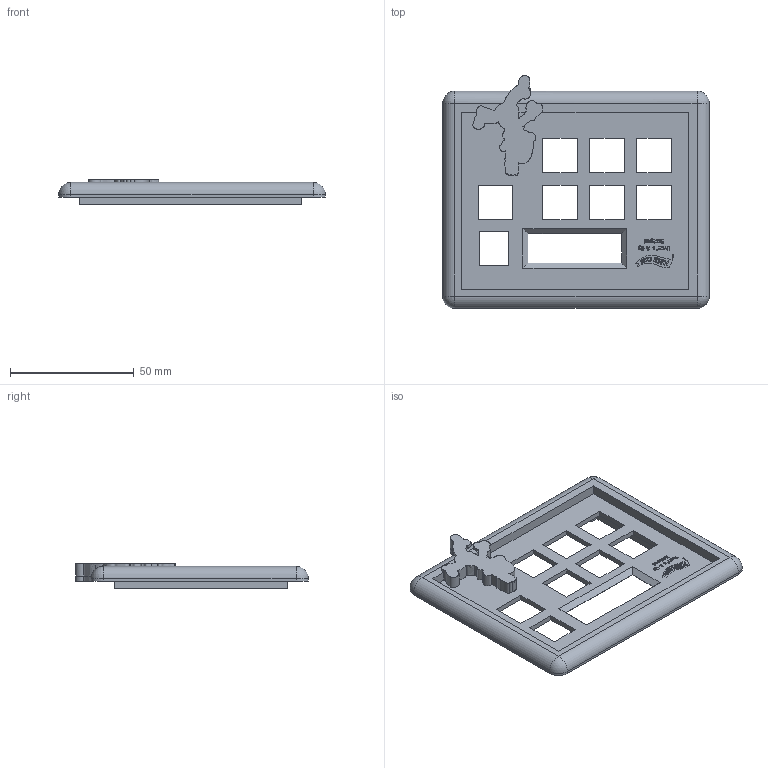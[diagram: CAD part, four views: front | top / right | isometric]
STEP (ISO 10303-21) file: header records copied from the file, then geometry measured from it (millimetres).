
FILE_DESCRIPTION(/* description */ (''),/* implementation_level */ '2;1');
FILE_NAME(/* name */ 'Hackpad Top.step',/* time_stamp */ '2025-02-16T07:52:10+11:00',/* author */ (''),/* organization */ (''),/* preprocessor_version */ 'ST-DEVELOPER v20',/* originating_system */ 'Autodesk Translation Framework v13.20.0.188',/* authorisation */ '');
FILE_SCHEMA (('AUTOMOTIVE_DESIGN { 1 0 10303 214 3 1 1 }'));
Length unit declared in the file: millimetre
Products named in the file (1): FusionComponent
Bounding box: 108 x 94.28 x 10 mm (x, y, z)
Volume: 30468.5 mm3; surface area: 21523.8 mm2
Topology: 1 solids, 1 shells, 562 faces, 1531 edges, 1013 vertices
Faces by surface type: bspline 298, plane 243, cylinder 17, sphere 4
Full cylindrical faces by diameter (mm): 4.7 x7
Entity records: 22160 total; most frequent: CARTESIAN_POINT 10231, ORIENTED_EDGE 3062, EDGE_CURVE 1531, DIRECTION 1475, VERTEX_POINT 1013, LINE 881, VECTOR 881, EDGE_LOOP 624
